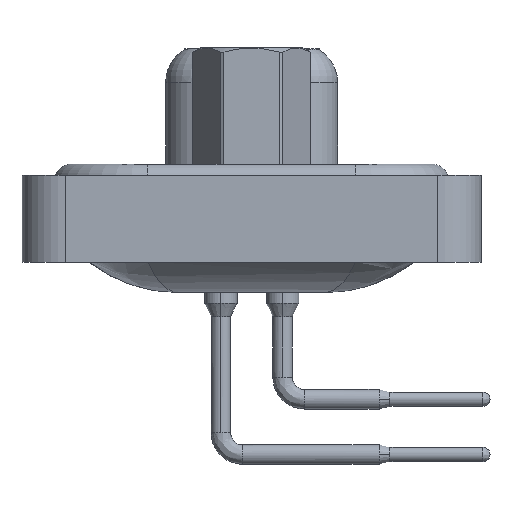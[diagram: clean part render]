
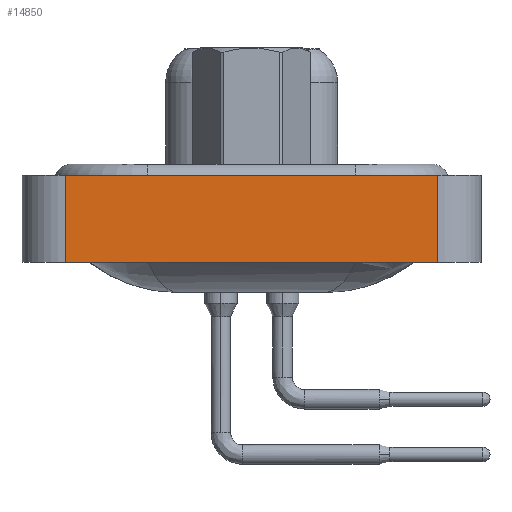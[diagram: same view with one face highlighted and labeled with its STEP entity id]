
A CAD part, left-side view. The second image highlights one B-rep face of the part: STEP entity #14850.
In plain terms, the highlighted planar face has unit normal (-1, 0, 0).
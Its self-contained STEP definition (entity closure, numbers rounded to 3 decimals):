
#122 = AXIS2_PLACEMENT_3D ( 'NONE', #17437, #17507, #7483 ) ;
#852 = VERTEX_POINT ( 'NONE', #14107 ) ;
#1231 = EDGE_CURVE ( 'NONE', #15184, #14655, #20922, .T. ) ;
#1350 = CARTESIAN_POINT ( 'NONE',  ( -7.26, 8.55, -3.6 ) ) ;
#1707 = VECTOR ( 'NONE', #13022, 1000. ) ;
#2183 = DIRECTION ( 'NONE',  ( 0., -1., 0. ) ) ;
#3222 = ORIENTED_EDGE ( 'NONE', *, *, #7298, .T. ) ;
#3292 = FACE_OUTER_BOUND ( 'NONE', #4668, .T. ) ;
#3457 = ORIENTED_EDGE ( 'NONE', *, *, #17778, .F. ) ;
#3976 = VECTOR ( 'NONE', #18428, 1000. ) ;
#4668 = EDGE_LOOP ( 'NONE', ( #7606, #3457, #20119, #3222 ) ) ;
#4889 = EDGE_CURVE ( 'NONE', #852, #12056, #15039, .T. ) ;
#6721 = CARTESIAN_POINT ( 'NONE',  ( -7.26, -8.55, 0.4 ) ) ;
#7036 = CARTESIAN_POINT ( 'NONE',  ( -7.26, -8.55, 0.4 ) ) ;
#7298 = EDGE_CURVE ( 'NONE', #852, #15184, #7750, .T. ) ;
#7483 = DIRECTION ( 'NONE',  ( 0., 0., 1. ) ) ;
#7606 = ORIENTED_EDGE ( 'NONE', *, *, #1231, .T. ) ;
#7750 = LINE ( 'NONE', #13855, #8274 ) ;
#8274 = VECTOR ( 'NONE', #2183, 1000. ) ;
#8408 = LINE ( 'NONE', #6721, #3976 ) ;
#10332 = CARTESIAN_POINT ( 'NONE',  ( -7.26, -8.55, -3.6 ) ) ;
#11990 = DIRECTION ( 'NONE',  ( 0., 0., 1. ) ) ;
#12006 = VECTOR ( 'NONE', #11990, 1000. ) ;
#12056 = VERTEX_POINT ( 'NONE', #19190 ) ;
#13022 = DIRECTION ( 'NONE',  ( 0., 0., 1. ) ) ;
#13855 = CARTESIAN_POINT ( 'NONE',  ( -7.26, -8.55, -3.6 ) ) ;
#14059 = PLANE ( 'NONE',  #122 ) ;
#14107 = CARTESIAN_POINT ( 'NONE',  ( -7.26, 8.55, -3.6 ) ) ;
#14655 = VERTEX_POINT ( 'NONE', #7036 ) ;
#14850 = ADVANCED_FACE ( 'NONE', ( #3292 ), #14059, .T. ) ;
#15039 = LINE ( 'NONE', #1350, #1707 ) ;
#15184 = VERTEX_POINT ( 'NONE', #16546 ) ;
#16546 = CARTESIAN_POINT ( 'NONE',  ( -7.26, -8.55, -3.6 ) ) ;
#17437 = CARTESIAN_POINT ( 'NONE',  ( -7.26, -8.55, -3.6 ) ) ;
#17507 = DIRECTION ( 'NONE',  ( -1., 0., 0. ) ) ;
#17778 = EDGE_CURVE ( 'NONE', #12056, #14655, #8408, .T. ) ;
#18428 = DIRECTION ( 'NONE',  ( 0., -1., 0. ) ) ;
#19190 = CARTESIAN_POINT ( 'NONE',  ( -7.26, 8.55, 0.4 ) ) ;
#20119 = ORIENTED_EDGE ( 'NONE', *, *, #4889, .F. ) ;
#20922 = LINE ( 'NONE', #10332, #12006 ) ;
